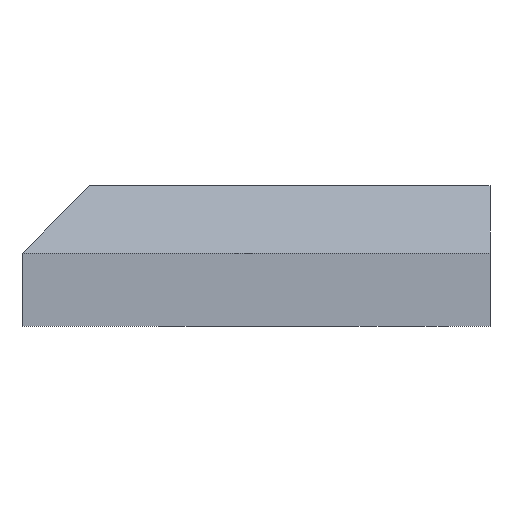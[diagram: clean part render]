
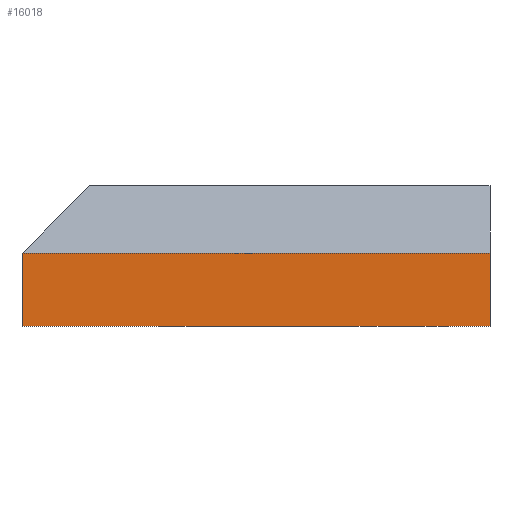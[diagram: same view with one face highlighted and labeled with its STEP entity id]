
A CAD part, front view. The second image highlights one B-rep face of the part: STEP entity #16018.
In plain terms, the highlighted planar face has unit normal (0, -1, 0).
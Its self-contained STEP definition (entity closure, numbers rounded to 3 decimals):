
#32 = VERTEX_POINT('',#33);
#33 = CARTESIAN_POINT('',(50.,-13.5,63.343));
#39 = EDGE_CURVE('',#32,#40,#42,.T.);
#40 = VERTEX_POINT('',#41);
#41 = CARTESIAN_POINT('',(50.,-13.5,61.));
#42 = LINE('',#43,#44);
#43 = CARTESIAN_POINT('',(50.,-13.5,65.5));
#44 = VECTOR('',#45,1.);
#45 = DIRECTION('',(0.,0.,-1.));
#92 = EDGE_CURVE('',#40,#93,#95,.T.);
#93 = VERTEX_POINT('',#94);
#94 = CARTESIAN_POINT('',(65.,-13.5,61.));
#95 = LINE('',#96,#97);
#96 = CARTESIAN_POINT('',(50.,-13.5,61.));
#97 = VECTOR('',#98,1.);
#98 = DIRECTION('',(1.,0.,0.));
#16018 = ADVANCED_FACE('',(#16019),#16037,.F.);
#16019 = FACE_BOUND('',#16020,.F.);
#16020 = EDGE_LOOP('',(#16021,#16022,#16030,#16036));
#16021 = ORIENTED_EDGE('',*,*,#39,.F.);
#16022 = ORIENTED_EDGE('',*,*,#16023,.F.);
#16023 = EDGE_CURVE('',#16024,#32,#16026,.T.);
#16024 = VERTEX_POINT('',#16025);
#16025 = CARTESIAN_POINT('',(65.,-13.5,63.343));
#16026 = LINE('',#16027,#16028);
#16027 = CARTESIAN_POINT('',(47.5,-13.5,63.343));
#16028 = VECTOR('',#16029,1.);
#16029 = DIRECTION('',(-1.,0.,0.));
#16030 = ORIENTED_EDGE('',*,*,#16031,.T.);
#16031 = EDGE_CURVE('',#16024,#93,#16032,.T.);
#16032 = LINE('',#16033,#16034);
#16033 = CARTESIAN_POINT('',(65.,-13.5,65.5));
#16034 = VECTOR('',#16035,1.);
#16035 = DIRECTION('',(0.,0.,-1.));
#16036 = ORIENTED_EDGE('',*,*,#92,.F.);
#16037 = PLANE('',#16038);
#16038 = AXIS2_PLACEMENT_3D('',#16039,#16040,#16041);
#16039 = CARTESIAN_POINT('',(50.,-13.5,65.5));
#16040 = DIRECTION('',(0.,1.,0.));
#16041 = DIRECTION('',(1.,0.,0.));
